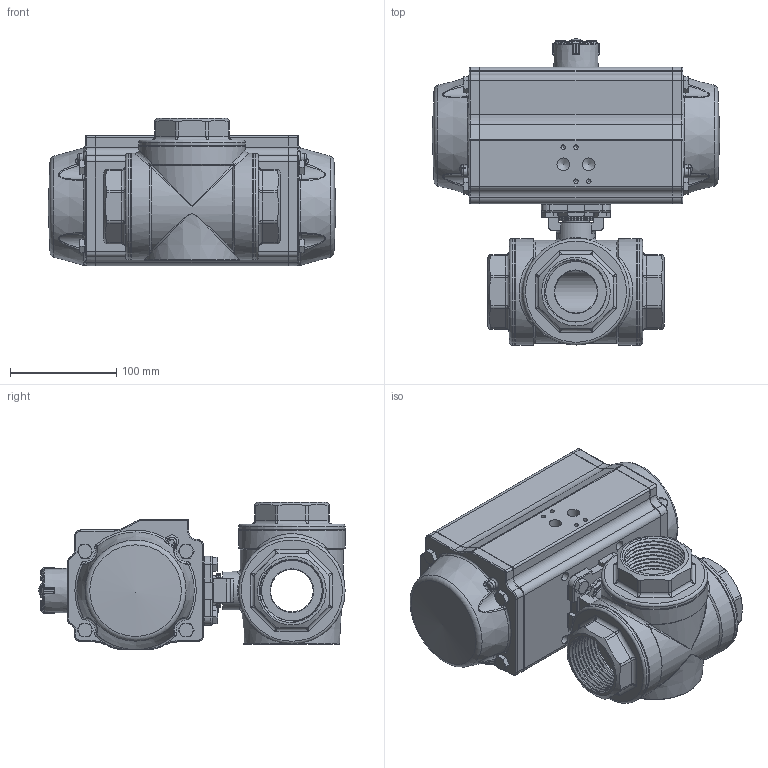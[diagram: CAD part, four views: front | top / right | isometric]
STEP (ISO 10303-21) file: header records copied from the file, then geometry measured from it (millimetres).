
FILE_DESCRIPTION(/* description */ ('Unknown','CAx-IF Rec.Pracs.---Representation and Presentation of Product Manufacturing Information (PMI)---4.0---2014-10-13','CAx-IF Rec.Pracs.---3D Tessellated Geometry---0.4---2014-09-14','2;1'),/* implementation_level */ '2;1');
FILE_NAME(/* name */ 'FR05 9334_9335-09',/* time_stamp */ '2023-11-02T09:31:53+01:00',/* author */ ('Unknown'),/* organization */ ('Unknown'),/* preprocessor_version */ 'ST-DEVELOPER v18.102',/* originating_system */ 'Solid Edge',/* authorisation */ 'Unknown');
FILE_SCHEMA (('PROCESS_PLANNING_SCHEMA','AP242_MANAGED_MODEL_BASED_3D_ENGINEERING_MIM_LF { 1 0 10303 442 1 1 4 }'));
Products named in the file (13): DW70-8.303_308.050; 8.303_308.050; DW06_FR05_(DW160_FR119); ____; ________(___________; _____________; ______; Deckel 1; hexagon head bolts--product grade c gb_GB_FASTENER_BOLT_HHBC M8X40-N; cup head nib bolts with large head gb_GB_FASTENER_BOLT_CHNBW M6X25-N; KP-100; Deckel 2; DIN 933 M8x18 A2-70 BLK_EDST
Assembly tree (24 placements, depth 4):
  DW70-8.303_308.050
    8.303_308.050
    DW06_FR05_(DW160_FR119)
      ____
        ________(___________  x2
        _____________  x2
        ______
      Deckel 1
      hexagon head bolts--product grade c gb_GB_FASTENER_BOLT_HHBC M8X40-N  x8
      cup head nib bolts with large head gb_GB_FASTENER_BOLT_CHNBW M6X25-N
      KP-100
      Deckel 2
    DIN 933 M8x18 A2-70 BLK_EDST  x4
Bounding box: 270.2 x 287.61 x 138.5 mm (x, y, z)
Volume: 4389407.1 mm3; surface area: 369821.7 mm2
Topology: 22 solids, 24 shells, 1808 faces, 4520 edges, 2808 vertices
Faces by surface type: plane 683, cylinder 464, bspline 350, cone 155, torus 141, sphere 15
Full cylindrical faces by diameter (mm): 2.6 x2, 3 x16, 3.3 x8, 4.2 x8, 4.66 x1, 5 x1, 6 x1, 6.2 x1, 6.4 x2, 6.8 x16, 7 x4, 8 x12, 8.32 x1, 8.5 x4, 9 x4, 11.8 x2, 13 x4, 24.6 x2, 25 x1, 26.8 x1, 28 x1, 32 x2, 36 x1, 37.2 x1, 38.5 x1, 40 x3, 76 x1, 100 x6
Entity records: 82924 total; most frequent: CARTESIAN_POINT 44829, ORIENTED_EDGE 7022, DIRECTION 5893, EDGE_CURVE 3511, VERTEX_POINT 2330, AXIS2_PLACEMENT_3D 2127, FACE_BOUND 1783, EDGE_LOOP 1758
